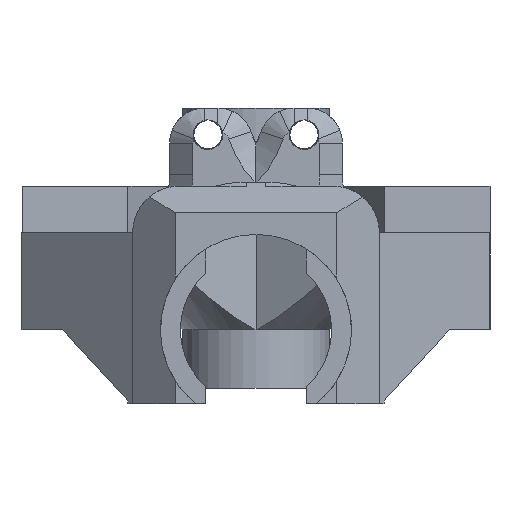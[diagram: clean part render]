
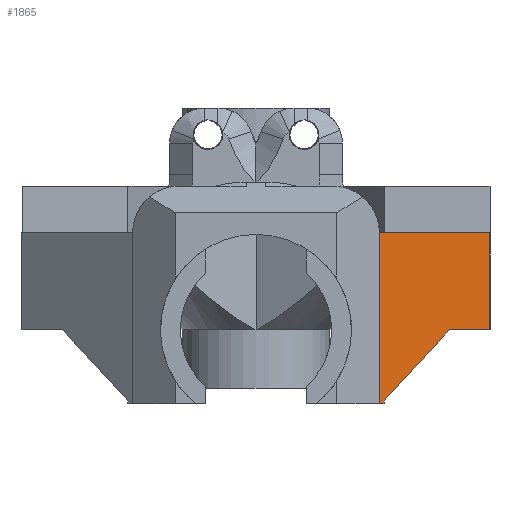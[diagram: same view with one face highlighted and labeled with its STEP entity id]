
A CAD part, left-side view. The second image highlights one B-rep face of the part: STEP entity #1865.
In plain terms, the highlighted planar face has unit normal (-0.724, -0.69, 0).
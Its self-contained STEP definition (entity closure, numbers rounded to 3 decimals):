
#127=LINE('',#2670,#302);
#128=LINE('',#2673,#303);
#129=LINE('',#2675,#304);
#130=LINE('',#2677,#305);
#131=LINE('',#2679,#306);
#132=LINE('',#2681,#307);
#133=LINE('',#2682,#308);
#302=VECTOR('',#2164,10.);
#303=VECTOR('',#2167,10.);
#304=VECTOR('',#2168,10.);
#305=VECTOR('',#2169,10.);
#306=VECTOR('',#2170,10.);
#307=VECTOR('',#2171,10.);
#308=VECTOR('',#2172,10.);
#463=PLANE('',#1984);
#522=FACE_OUTER_BOUND('',#621,.T.);
#621=EDGE_LOOP('',(#1301,#1302,#1303,#1304,#1305,#1306,#1307));
#798=VERTEX_POINT('',#2627);
#812=VERTEX_POINT('',#2668);
#813=VERTEX_POINT('',#2672);
#814=VERTEX_POINT('',#2674);
#815=VERTEX_POINT('',#2676);
#816=VERTEX_POINT('',#2678);
#817=VERTEX_POINT('',#2680);
#1004=EDGE_CURVE('',#798,#812,#127,.T.);
#1005=EDGE_CURVE('',#812,#813,#128,.T.);
#1006=EDGE_CURVE('',#813,#814,#129,.T.);
#1007=EDGE_CURVE('',#814,#815,#130,.T.);
#1008=EDGE_CURVE('',#815,#816,#131,.T.);
#1009=EDGE_CURVE('',#816,#817,#132,.T.);
#1010=EDGE_CURVE('',#817,#798,#133,.T.);
#1301=ORIENTED_EDGE('',*,*,#1005,.T.);
#1302=ORIENTED_EDGE('',*,*,#1006,.T.);
#1303=ORIENTED_EDGE('',*,*,#1007,.T.);
#1304=ORIENTED_EDGE('',*,*,#1008,.T.);
#1305=ORIENTED_EDGE('',*,*,#1009,.T.);
#1306=ORIENTED_EDGE('',*,*,#1010,.T.);
#1307=ORIENTED_EDGE('',*,*,#1004,.T.);
#1865=ADVANCED_FACE('',(#522),#463,.T.);
#1984=AXIS2_PLACEMENT_3D('',#2671,#2165,#2166);
#2164=DIRECTION('',(0.,0.,-1.));
#2165=DIRECTION('center_axis',(-0.724,-0.69,0.));
#2166=DIRECTION('ref_axis',(-0.69,0.724,0.));
#2167=DIRECTION('',(0.69,-0.724,0.));
#2168=DIRECTION('',(0.,0.,1.));
#2169=DIRECTION('',(0.541,-0.568,0.62));
#2170=DIRECTION('',(0.69,-0.724,0.));
#2171=DIRECTION('',(0.,0.,1.));
#2172=DIRECTION('',(-0.69,0.724,0.));
#2627=CARTESIAN_POINT('',(-69.694,64.263,1.));
#2668=CARTESIAN_POINT('',(-69.694,64.263,-6.35));
#2670=CARTESIAN_POINT('',(-69.694,64.263,1.));
#2671=CARTESIAN_POINT('Origin',(-65.165,59.509,1.));
#2672=CARTESIAN_POINT('',(-69.498,64.057,-6.35));
#2673=CARTESIAN_POINT('',(-71.264,65.911,-6.35));
#2674=CARTESIAN_POINT('',(-69.498,64.057,-6.223));
#2675=CARTESIAN_POINT('',(-69.498,64.057,-2.675));
#2676=CARTESIAN_POINT('',(-66.836,61.263,-3.175));
#2677=CARTESIAN_POINT('',(-67.347,61.799,-3.76));
#2678=CARTESIAN_POINT('',(-65.165,59.509,-3.175));
#2679=CARTESIAN_POINT('',(-63.65,57.919,-3.175));
#2680=CARTESIAN_POINT('',(-65.165,59.509,1.));
#2681=CARTESIAN_POINT('',(-65.165,59.509,-1.088));
#2682=CARTESIAN_POINT('',(-65.292,59.643,1.));
